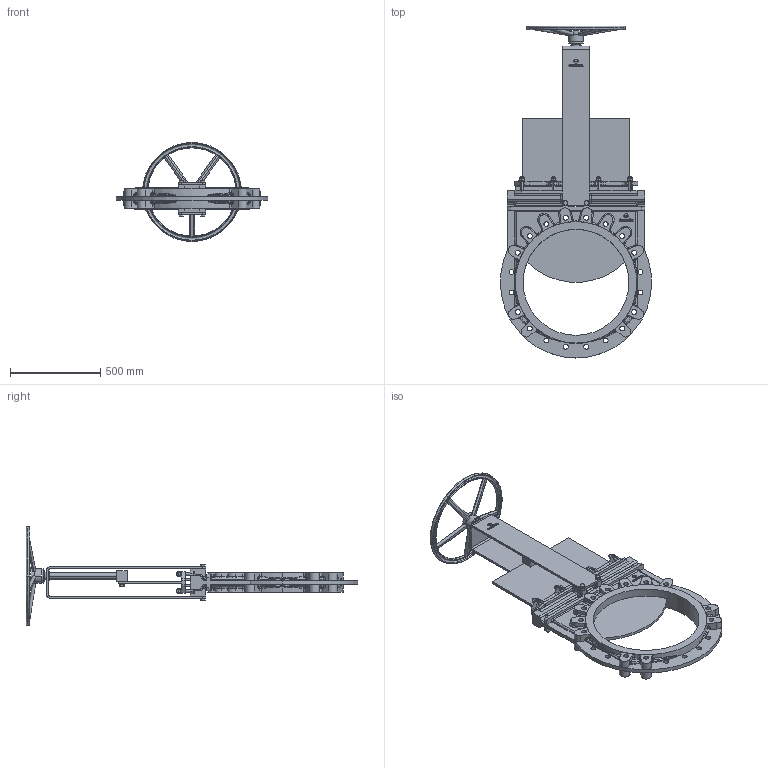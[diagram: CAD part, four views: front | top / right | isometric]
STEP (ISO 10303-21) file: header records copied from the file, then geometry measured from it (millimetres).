
FILE_DESCRIPTION (( 'STEP AP214' ), '1' );
FILE_NAME ('EB DN600_CAST IRON_HANDWHEEL_NRS.STEP', '2012-04-17T12:59:02', ( 'Usuario' ), ( '' ), 'SwSTEP 2.0', 'SolidWorks 2011', '' );
FILE_SCHEMA (( 'AUTOMOTIVE_DESIGN' ));
Length unit declared in the file: millimetre
Products named in the file (1): EB DN600_CAST IRON_HANDWHEEL_NRS
Bounding box: 840 x 1842 x 550 mm (x, y, z)
Surface area: 3415300.8 mm2 (no closed solid volume)
Topology: 0 solids, 68 shells, 1170 faces, 3931 edges, 2743 vertices
Faces by surface type: plane 438, cylinder 393, bspline 182, torus 96, cone 61
Entity records: 67891 total; most frequent: CARTESIAN_POINT 22508, DIRECTION 6505, ORIENTED_EDGE 6468, EDGE_CURVE 3923, VERTEX_POINT 2743, AXIS2_PLACEMENT_3D 2334, LINE 1837, VECTOR 1837
